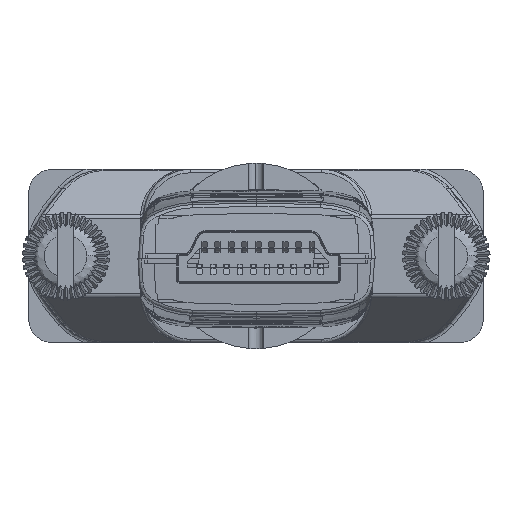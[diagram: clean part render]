
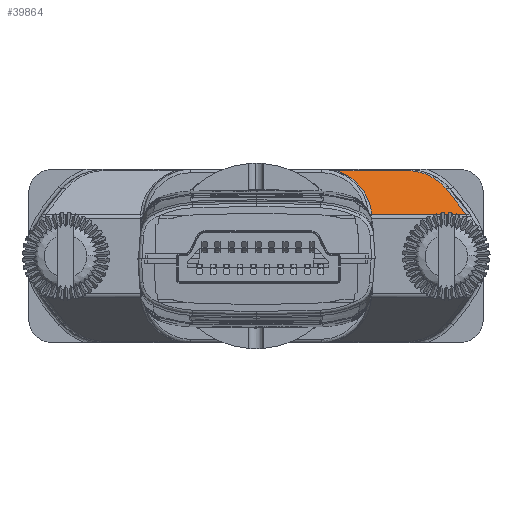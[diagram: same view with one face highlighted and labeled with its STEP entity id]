
A CAD part, left-side view. The second image highlights one B-rep face of the part: STEP entity #39864.
In plain terms, the highlighted planar face has unit normal (-0.625, 0, 0.781).
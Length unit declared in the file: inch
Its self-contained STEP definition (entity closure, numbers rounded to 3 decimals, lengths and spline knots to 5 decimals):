
#9179 = CARTESIAN_POINT ( 'NONE',  ( -0.97178, -0.34591, 0.23833 ) ) ;
#9712 = CARTESIAN_POINT ( 'NONE',  ( -1.09497, -0.70587, 0.13977 ) ) ;
#10562 = CARTESIAN_POINT ( 'NONE',  ( -0.9858, -0.63869, 0.22711 ) ) ;
#12501 = CARTESIAN_POINT ( 'NONE',  ( -1.04818, -0.38254, 0.17721 ) ) ;
#15755 = CARTESIAN_POINT ( 'NONE',  ( -0.96646, -0.62379, 0.24258 ) ) ;
#17531 = B_SPLINE_CURVE_WITH_KNOTS ( 'NONE', 3,
 ( #45817, #77153, #36402, #47125, #47773, #128531, #87847, #15755, #55785, #127240 ),
 .UNSPECIFIED., .F., .F.,
 ( 4, 2, 2, 2, 4 ),
 ( 0., 0.25, 0.5, 0.75, 1. ),
 .UNSPECIFIED. ) ;
#18039 = ORIENTED_EDGE ( 'NONE', *, *, #86313, .T. ) ;
#18545 = CARTESIAN_POINT ( 'NONE',  ( -0.92986, -0.30408, 0.27186 ) ) ;
#21535 = FACE_OUTER_BOUND ( 'NONE', #49217, .T. ) ;
#22177 = VERTEX_POINT ( 'NONE', #26649 ) ;
#25593 = VERTEX_POINT ( 'NONE', #34016 ) ;
#26649 = CARTESIAN_POINT ( 'NONE',  ( -0.9109, -0.26832, 0.28703 ) ) ;
#27901 = CARTESIAN_POINT ( 'NONE',  ( -1.02206, -0.373, 0.1981 ) ) ;
#28557 = CARTESIAN_POINT ( 'NONE',  ( -0.93168, -0.30655, 0.27041 ) ) ;
#28606 = EDGE_CURVE ( 'NONE', #22177, #102575, #63355, .T. ) ;
#28875 = CARTESIAN_POINT ( 'NONE',  ( -0.9109, -0.69477, 0.28702 ) ) ;
#29862 = CARTESIAN_POINT ( 'NONE',  ( -0.99352, -0.36018, 0.22093 ) ) ;
#31563 = CARTESIAN_POINT ( 'NONE',  ( -1.00394, 0., 0.2126 ) ) ;
#34013 = VECTOR ( 'NONE', #117094, 39.37008 ) ;
#34016 = CARTESIAN_POINT ( 'NONE',  ( -1.09497, -0.70587, 0.13977 ) ) ;
#35644 = CARTESIAN_POINT ( 'NONE',  ( -1.09497, 0., 0.13977 ) ) ;
#36402 = CARTESIAN_POINT ( 'NONE',  ( -0.9131, -0.53427, 0.28527 ) ) ;
#37921 = CARTESIAN_POINT ( 'NONE',  ( -0.94831, -0.32644, 0.2571 ) ) ;
#38563 = CARTESIAN_POINT ( 'NONE',  ( -0.96006, -0.33685, 0.2477 ) ) ;
#38833 = EDGE_CURVE ( 'NONE', #102575, #25593, #66322, .T. ) ;
#39864 = ADVANCED_FACE ( 'NONE', ( #21535 ), #111673, .T. ) ;
#40550 = CARTESIAN_POINT ( 'NONE',  ( -1.02419, -0.3738, 0.1964 ) ) ;
#43867 = CARTESIAN_POINT ( 'NONE',  ( -1.02599, -0.37447, 0.19496 ) ) ;
#45817 = CARTESIAN_POINT ( 'NONE',  ( -0.9109, -0.50588, 0.28702 ) ) ;
#47125 = CARTESIAN_POINT ( 'NONE',  ( -0.92114, -0.56085, 0.27884 ) ) ;
#47773 = CARTESIAN_POINT ( 'NONE',  ( -0.92694, -0.57324, 0.2742 ) ) ;
#48945 = DIRECTION ( 'NONE',  ( 0., -1., 0. ) ) ;
#49217 = EDGE_LOOP ( 'NONE', ( #86124, #49496, #86241, #18039, #125614 ) ) ;
#49496 = ORIENTED_EDGE ( 'NONE', *, *, #28606, .T. ) ;
#49937 = CARTESIAN_POINT ( 'NONE',  ( -0.93948, -0.31669, 0.26416 ) ) ;
#50606 = CARTESIAN_POINT ( 'NONE',  ( -0.9709, -0.34527, 0.23903 ) ) ;
#51453 = B_SPLINE_CURVE_WITH_KNOTS ( 'NONE', 3,
 ( #9712, #61122, #100528, #111833 ),
 .UNSPECIFIED., .F., .F.,
 ( 4, 4 ),
 ( 0., 1. ),
 .UNSPECIFIED. ) ;
#53706 = VECTOR ( 'NONE', #48945, 39.37008 ) ;
#55785 = CARTESIAN_POINT ( 'NONE',  ( -0.97592, -0.63172, 0.23501 ) ) ;
#59271 = CARTESIAN_POINT ( 'NONE',  ( -1.01784, -0.37135, 0.20148 ) ) ;
#60589 = CARTESIAN_POINT ( 'NONE',  ( -0.98081, -0.35238, 0.2311 ) ) ;
#61122 = CARTESIAN_POINT ( 'NONE',  ( -1.06226, -0.68939, 0.16594 ) ) ;
#63229 = CARTESIAN_POINT ( 'NONE',  ( -1.09497, -0.38909, 0.13977 ) ) ;
#63355 = B_SPLINE_CURVE_WITH_KNOTS ( 'NONE', 3,
 ( #68586, #109324, #78675, #100660, #18545, #28557, #101985, #129395, #49937, #37921, #38563, #121304, #119344, #50606, #9179, #60589, #29862, #70569, #59271, #27901, #40550, #100013, #121989, #43867, #12501, #102639, #63229 ),
 .UNSPECIFIED., .F., .F.,
 ( 4, 1, 1, 1, 2, 2, 1, 1, 1, 2, 2, 1, 1, 1, 1, 1, 2, 2, 4 ),
 ( 0., 0.125, 0.1875, 0.21875, 0.23438, 0.25, 0.375, 0.4375, 0.46875, 0.48438, 0.5, 0.625, 0.6875, 0.71875, 0.73438, 0.74219, 0.74609, 0.75, 1. ),
 .UNSPECIFIED. ) ;
#66322 = LINE ( 'NONE', #35644, #34013 ) ;
#68586 = CARTESIAN_POINT ( 'NONE',  ( -0.9109, -0.26832, 0.28703 ) ) ;
#69757 = VERTEX_POINT ( 'NONE', #10562 ) ;
#70569 = CARTESIAN_POINT ( 'NONE',  ( -1.00954, -0.36786, 0.20812 ) ) ;
#76359 = VERTEX_POINT ( 'NONE', #85982 ) ;
#77153 = CARTESIAN_POINT ( 'NONE',  ( -0.91091, -0.52008, 0.28702 ) ) ;
#78675 = CARTESIAN_POINT ( 'NONE',  ( -0.91853, -0.28632, 0.28093 ) ) ;
#80872 = EDGE_CURVE ( 'NONE', #76359, #69757, #17531, .T. ) ;
#81017 = DIRECTION ( 'NONE',  ( -0.625, 0., 0.781 ) ) ;
#81618 = LINE ( 'NONE', #28875, #53706 ) ;
#82523 = EDGE_CURVE ( 'NONE', #22177, #76359, #81618, .T. ) ;
#85982 = CARTESIAN_POINT ( 'NONE',  ( -0.9109, -0.50588, 0.28702 ) ) ;
#86124 = ORIENTED_EDGE ( 'NONE', *, *, #82523, .F. ) ;
#86241 = ORIENTED_EDGE ( 'NONE', *, *, #38833, .T. ) ;
#86313 = EDGE_CURVE ( 'NONE', #25593, #69757, #51453, .T. ) ;
#87847 = CARTESIAN_POINT ( 'NONE',  ( -0.94892, -0.60578, 0.25662 ) ) ;
#100013 = CARTESIAN_POINT ( 'NONE',  ( -1.02511, -0.37414, 0.19566 ) ) ;
#100528 = CARTESIAN_POINT ( 'NONE',  ( -1.02586, -0.66699, 0.19506 ) ) ;
#100660 = CARTESIAN_POINT ( 'NONE',  ( -0.92583, -0.29825, 0.27509 ) ) ;
#101985 = CARTESIAN_POINT ( 'NONE',  ( -0.9329, -0.3082, 0.26943 ) ) ;
#102575 = VERTEX_POINT ( 'NONE', #111460 ) ;
#102639 = CARTESIAN_POINT ( 'NONE',  ( -1.07106, -0.38737, 0.1589 ) ) ;
#106863 = AXIS2_PLACEMENT_3D ( 'NONE', #31563, #81017, #113662 ) ;
#109324 = CARTESIAN_POINT ( 'NONE',  ( -0.9136, -0.27564, 0.28487 ) ) ;
#111460 = CARTESIAN_POINT ( 'NONE',  ( -1.09497, -0.38909, 0.13977 ) ) ;
#111673 = PLANE ( 'NONE',  #106863 ) ;
#111833 = CARTESIAN_POINT ( 'NONE',  ( -0.9858, -0.63869, 0.22711 ) ) ;
#113662 = DIRECTION ( 'NONE',  ( 0.781, 0., 0.625 ) ) ;
#117094 = DIRECTION ( 'NONE',  ( 0., -1., 0. ) ) ;
#119344 = CARTESIAN_POINT ( 'NONE',  ( -0.96905, -0.3439, 0.24051 ) ) ;
#121304 = CARTESIAN_POINT ( 'NONE',  ( -0.9663, -0.34182, 0.24271 ) ) ;
#121989 = CARTESIAN_POINT ( 'NONE',  ( -1.02572, -0.37437, 0.19517 ) ) ;
#125614 = ORIENTED_EDGE ( 'NONE', *, *, #80872, .F. ) ;
#127240 = CARTESIAN_POINT ( 'NONE',  ( -0.9858, -0.63869, 0.22711 ) ) ;
#128531 = CARTESIAN_POINT ( 'NONE',  ( -0.94083, -0.5957, 0.26308 ) ) ;
#129395 = CARTESIAN_POINT ( 'NONE',  ( -0.93349, -0.30897, 0.26895 ) ) ;
